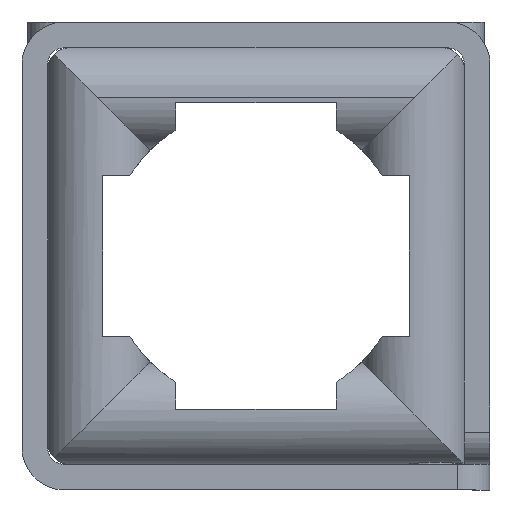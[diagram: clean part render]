
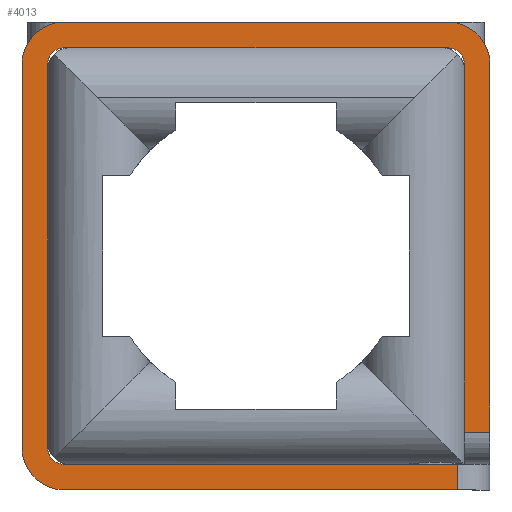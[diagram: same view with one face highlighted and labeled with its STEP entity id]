
A CAD part, front view. The second image highlights one B-rep face of the part: STEP entity #4013.
In plain terms, the highlighted face is planar.
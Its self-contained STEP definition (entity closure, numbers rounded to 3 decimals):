
#223 = DIRECTION ( 'NONE',  ( -1., 0., 0. ) ) ;
#362 = VECTOR ( 'NONE', #6372, 1000. ) ;
#369 = VERTEX_POINT ( 'NONE', #3687 ) ;
#561 = EDGE_CURVE ( 'NONE', #4550, #5705, #4542, .T. ) ;
#571 = EDGE_CURVE ( 'NONE', #3590, #3099, #2853, .T. ) ;
#626 = CARTESIAN_POINT ( 'NONE',  ( 9.572, 6.015, 2.82 ) ) ;
#635 = VECTOR ( 'NONE', #1266, 1000. ) ;
#641 = CARTESIAN_POINT ( 'NONE',  ( 7.206, 6.015, 2.567 ) ) ;
#673 = AXIS2_PLACEMENT_3D ( 'NONE', #4203, #7166, #4152 ) ;
#715 = CARTESIAN_POINT ( 'NONE',  ( 11.789, 6.015, 5.338 ) ) ;
#818 = VERTEX_POINT ( 'NONE', #1725 ) ;
#833 = DIRECTION ( 'NONE',  ( 0., -1., 0. ) ) ;
#887 = CARTESIAN_POINT ( 'NONE',  ( 7.306, 6.015, 2.82 ) ) ;
#890 = ORIENTED_EDGE ( 'NONE', *, *, #4971, .T. ) ;
#896 = VERTEX_POINT ( 'NONE', #4575 ) ;
#915 = ORIENTED_EDGE ( 'NONE', *, *, #7114, .F. ) ;
#919 = ORIENTED_EDGE ( 'NONE', *, *, #561, .F. ) ;
#1029 = DIRECTION ( 'NONE',  ( 1., 0., 0. ) ) ;
#1060 = DIRECTION ( 'NONE',  ( 0., -1., 0. ) ) ;
#1064 = CIRCLE ( 'NONE', #6019, 0.1 ) ;
#1066 = AXIS2_PLACEMENT_3D ( 'NONE', #4234, #833, #4815 ) ;
#1116 = CARTESIAN_POINT ( 'NONE',  ( 7.306, 6.015, 5.186 ) ) ;
#1262 = PLANE ( 'NONE',  #3021 ) ;
#1266 = DIRECTION ( 'NONE',  ( 0., 0., 1. ) ) ;
#1320 = VERTEX_POINT ( 'NONE', #5379 ) ;
#1442 = CARTESIAN_POINT ( 'NONE',  ( 7.304, 6.015, 2.567 ) ) ;
#1447 = DIRECTION ( 'NONE',  ( 1., 0., 0. ) ) ;
#1488 = VERTEX_POINT ( 'NONE', #1442 ) ;
#1498 = VECTOR ( 'NONE', #2679, 1000. ) ;
#1500 = VECTOR ( 'NONE', #2097, 1000. ) ;
#1511 = CIRCLE ( 'NONE', #1066, 0.25 ) ;
#1521 = CARTESIAN_POINT ( 'NONE',  ( 7.306, 6.015, 5.086 ) ) ;
#1533 = DIRECTION ( 'NONE',  ( 0., -1., 0. ) ) ;
#1545 = DIRECTION ( 'NONE',  ( 1., 0., 0. ) ) ;
#1552 = EDGE_CURVE ( 'NONE', #818, #4498, #5900, .T. ) ;
#1565 = CARTESIAN_POINT ( 'NONE',  ( 11.789, 6.015, 4.995 ) ) ;
#1725 = CARTESIAN_POINT ( 'NONE',  ( 9.672, 6.015, 2.82 ) ) ;
#1740 = CARTESIAN_POINT ( 'NONE',  ( 11.789, 6.015, 2.567 ) ) ;
#1744 = CIRCLE ( 'NONE', #6213, 0.25 ) ;
#1857 = LINE ( 'NONE', #5447, #1498 ) ;
#1865 = ORIENTED_EDGE ( 'NONE', *, *, #5932, .F. ) ;
#1869 = VECTOR ( 'NONE', #6350, 1000. ) ;
#1961 = VERTEX_POINT ( 'NONE', #6624 ) ;
#2076 = DIRECTION ( 'NONE',  ( 0., 1., 0. ) ) ;
#2097 = DIRECTION ( 'NONE',  ( -1., 0., 0. ) ) ;
#2287 = FACE_OUTER_BOUND ( 'NONE', #6047, .T. ) ;
#2316 = EDGE_CURVE ( 'NONE', #1320, #3099, #3659, .T. ) ;
#2372 = VECTOR ( 'NONE', #5907, 1000. ) ;
#2498 = CARTESIAN_POINT ( 'NONE',  ( 9.672, 6.015, 2.567 ) ) ;
#2524 = EDGE_CURVE ( 'NONE', #369, #1488, #3925, .T. ) ;
#2535 = CARTESIAN_POINT ( 'NONE',  ( 9.634, 6.015, 5.338 ) ) ;
#2679 = DIRECTION ( 'NONE',  ( 0., 0., -1. ) ) ;
#2752 = DIRECTION ( 'NONE',  ( 1., 0., 0. ) ) ;
#2843 = EDGE_CURVE ( 'NONE', #896, #6778, #6197, .T. ) ;
#2853 = CIRCLE ( 'NONE', #3819, 0.1 ) ;
#2877 = DIRECTION ( 'NONE',  ( 1., 0., 0. ) ) ;
#2889 = ORIENTED_EDGE ( 'NONE', *, *, #5018, .F. ) ;
#2998 = DIRECTION ( 'NONE',  ( -1., 0., 0. ) ) ;
#3021 = AXIS2_PLACEMENT_3D ( 'NONE', #1740, #1060, #1029 ) ;
#3099 = VERTEX_POINT ( 'NONE', #4324 ) ;
#3169 = CARTESIAN_POINT ( 'NONE',  ( 9.572, 6.015, 2.72 ) ) ;
#3208 = LINE ( 'NONE', #2498, #362 ) ;
#3350 = ORIENTED_EDGE ( 'NONE', *, *, #2843, .F. ) ;
#3385 = LINE ( 'NONE', #5804, #1869 ) ;
#3427 = CARTESIAN_POINT ( 'NONE',  ( 11.789, 6.015, 5.186 ) ) ;
#3590 = VERTEX_POINT ( 'NONE', #1116 ) ;
#3635 = DIRECTION ( 'NONE',  ( 0., -1., 0. ) ) ;
#3659 = LINE ( 'NONE', #641, #635 ) ;
#3687 = CARTESIAN_POINT ( 'NONE',  ( 7.054, 6.015, 2.817 ) ) ;
#3740 = CARTESIAN_POINT ( 'NONE',  ( 9.824, 6.015, 2.567 ) ) ;
#3819 = AXIS2_PLACEMENT_3D ( 'NONE', #1521, #1533, #1545 ) ;
#3904 = ORIENTED_EDGE ( 'NONE', *, *, #6076, .F. ) ;
#3925 = CIRCLE ( 'NONE', #673, 0.25 ) ;
#3972 = VECTOR ( 'NONE', #2998, 1000. ) ;
#4013 = ADVANCED_FACE ( 'NONE', ( #2287 ), #1262, .F. ) ;
#4152 = DIRECTION ( 'NONE',  ( 1., 0., 0. ) ) ;
#4178 = VERTEX_POINT ( 'NONE', #4495 ) ;
#4203 = CARTESIAN_POINT ( 'NONE',  ( 7.304, 6.015, 2.817 ) ) ;
#4234 = CARTESIAN_POINT ( 'NONE',  ( 7.304, 6.015, 5.088 ) ) ;
#4324 = CARTESIAN_POINT ( 'NONE',  ( 7.206, 6.015, 5.086 ) ) ;
#4417 = EDGE_CURVE ( 'NONE', #6778, #4178, #5454, .T. ) ;
#4441 = VECTOR ( 'NONE', #2877, 1000. ) ;
#4495 = CARTESIAN_POINT ( 'NONE',  ( 7.304, 6.015, 5.338 ) ) ;
#4498 = VERTEX_POINT ( 'NONE', #3169 ) ;
#4542 = LINE ( 'NONE', #1565, #1500 ) ;
#4550 = VERTEX_POINT ( 'NONE', #5988 ) ;
#4575 = CARTESIAN_POINT ( 'NONE',  ( 9.634, 6.015, 5.186 ) ) ;
#4623 = LINE ( 'NONE', #3427, #4441 ) ;
#4689 = VERTEX_POINT ( 'NONE', #6146 ) ;
#4698 = VERTEX_POINT ( 'NONE', #5627 ) ;
#4757 = ORIENTED_EDGE ( 'NONE', *, *, #2524, .F. ) ;
#4815 = DIRECTION ( 'NONE',  ( -1., 0., 0. ) ) ;
#4842 = CARTESIAN_POINT ( 'NONE',  ( 9.672, 6.015, 4.995 ) ) ;
#4862 = DIRECTION ( 'NONE',  ( 0., 1., 0. ) ) ;
#4940 = ORIENTED_EDGE ( 'NONE', *, *, #1552, .F. ) ;
#4971 = EDGE_CURVE ( 'NONE', #4698, #4498, #3385, .T. ) ;
#4984 = EDGE_CURVE ( 'NONE', #5705, #818, #3208, .T. ) ;
#4997 = ORIENTED_EDGE ( 'NONE', *, *, #5711, .F. ) ;
#5003 = CARTESIAN_POINT ( 'NONE',  ( 11.789, 6.015, 2.567 ) ) ;
#5018 = EDGE_CURVE ( 'NONE', #4178, #7046, #1511, .T. ) ;
#5259 = CARTESIAN_POINT ( 'NONE',  ( 9.634, 6.015, 2.567 ) ) ;
#5316 = VECTOR ( 'NONE', #2752, 1000. ) ;
#5379 = CARTESIAN_POINT ( 'NONE',  ( 7.206, 6.015, 2.82 ) ) ;
#5447 = CARTESIAN_POINT ( 'NONE',  ( 7.054, 6.015, 2.567 ) ) ;
#5454 = LINE ( 'NONE', #715, #3972 ) ;
#5530 = DIRECTION ( 'NONE',  ( 0., 0., 1. ) ) ;
#5627 = CARTESIAN_POINT ( 'NONE',  ( 7.306, 6.015, 2.72 ) ) ;
#5637 = LINE ( 'NONE', #5003, #5316 ) ;
#5705 = VERTEX_POINT ( 'NONE', #4842 ) ;
#5711 = EDGE_CURVE ( 'NONE', #4698, #1320, #1064, .T. ) ;
#5804 = CARTESIAN_POINT ( 'NONE',  ( 2.439, 6.015, 2.72 ) ) ;
#5821 = EDGE_CURVE ( 'NONE', #7046, #369, #1857, .T. ) ;
#5900 = CIRCLE ( 'NONE', #6341, 0.1 ) ;
#5907 = DIRECTION ( 'NONE',  ( 0., 0., 1. ) ) ;
#5932 = EDGE_CURVE ( 'NONE', #1488, #1961, #5637, .T. ) ;
#5988 = CARTESIAN_POINT ( 'NONE',  ( 9.824, 6.015, 4.995 ) ) ;
#6019 = AXIS2_PLACEMENT_3D ( 'NONE', #887, #4862, #1447 ) ;
#6047 = EDGE_LOOP ( 'NONE', ( #919, #915, #6541, #1865, #4757, #6069, #2889, #7151, #3350, #3904, #6818, #6575, #4997, #890, #4940, #6622 ) ) ;
#6069 = ORIENTED_EDGE ( 'NONE', *, *, #5821, .F. ) ;
#6076 = EDGE_CURVE ( 'NONE', #3590, #896, #4623, .T. ) ;
#6146 = CARTESIAN_POINT ( 'NONE',  ( 9.824, 6.015, 2.817 ) ) ;
#6197 = LINE ( 'NONE', #5259, #6406 ) ;
#6213 = AXIS2_PLACEMENT_3D ( 'NONE', #6962, #3635, #223 ) ;
#6341 = AXIS2_PLACEMENT_3D ( 'NONE', #626, #2076, #7120 ) ;
#6350 = DIRECTION ( 'NONE',  ( 1., 0., 0. ) ) ;
#6372 = DIRECTION ( 'NONE',  ( 0., 0., -1. ) ) ;
#6406 = VECTOR ( 'NONE', #5530, 1000. ) ;
#6541 = ORIENTED_EDGE ( 'NONE', *, *, #6953, .F. ) ;
#6575 = ORIENTED_EDGE ( 'NONE', *, *, #2316, .F. ) ;
#6622 = ORIENTED_EDGE ( 'NONE', *, *, #4984, .F. ) ;
#6624 = CARTESIAN_POINT ( 'NONE',  ( 9.574, 6.015, 2.567 ) ) ;
#6646 = LINE ( 'NONE', #3740, #2372 ) ;
#6778 = VERTEX_POINT ( 'NONE', #2535 ) ;
#6818 = ORIENTED_EDGE ( 'NONE', *, *, #571, .T. ) ;
#6953 = EDGE_CURVE ( 'NONE', #1961, #4689, #1744, .T. ) ;
#6962 = CARTESIAN_POINT ( 'NONE',  ( 9.574, 6.015, 2.817 ) ) ;
#6983 = CARTESIAN_POINT ( 'NONE',  ( 7.054, 6.015, 5.088 ) ) ;
#7046 = VERTEX_POINT ( 'NONE', #6983 ) ;
#7114 = EDGE_CURVE ( 'NONE', #4689, #4550, #6646, .T. ) ;
#7120 = DIRECTION ( 'NONE',  ( -1., 0., 0. ) ) ;
#7151 = ORIENTED_EDGE ( 'NONE', *, *, #4417, .F. ) ;
#7166 = DIRECTION ( 'NONE',  ( 0., -1., 0. ) ) ;
